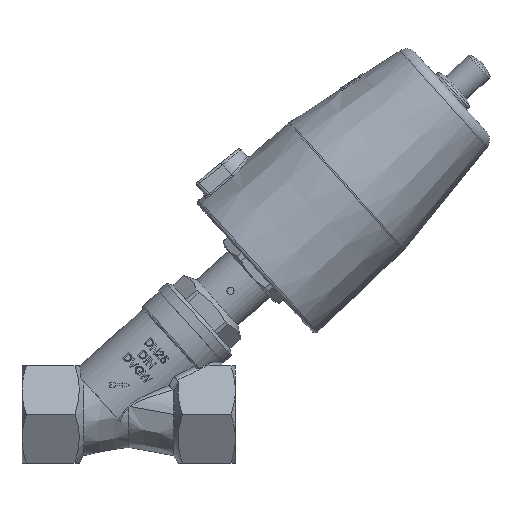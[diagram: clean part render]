
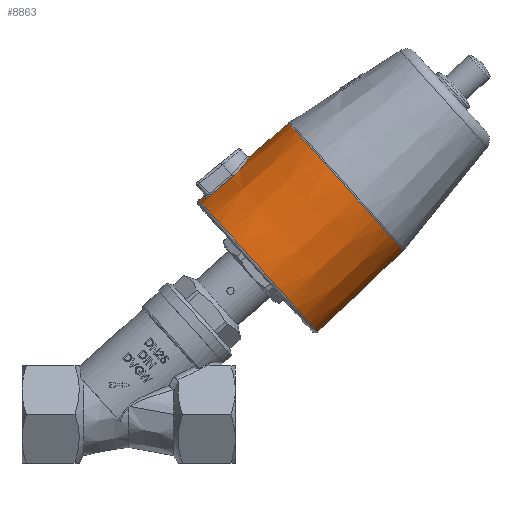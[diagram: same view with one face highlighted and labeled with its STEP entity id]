
A CAD part, top view. The second image highlights one B-rep face of the part: STEP entity #8863.
In plain terms, the highlighted conical face has half-angle 1.5 degrees and reference radius 36.808 mm.
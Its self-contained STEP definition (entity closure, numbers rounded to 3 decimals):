
#88=FACE_BOUND('',#3118,.T.);
#138=CONICAL_SURFACE('',#9837,36.808,0.026);
#393=CIRCLE('',#9835,37.396);
#395=CIRCLE('',#9838,37.46);
#396=CIRCLE('',#9839,37.46);
#397=CIRCLE('',#9840,36.156);
#398=CIRCLE('',#9841,36.156);
#399=CIRCLE('',#9842,36.156);
#400=CIRCLE('',#9843,37.46);
#862=B_SPLINE_CURVE_WITH_KNOTS('',3,(#19392,#19393,#19394,#19395),
 .UNSPECIFIED.,.F.,.F.,(4,4),(1.013,1.021),
 .UNSPECIFIED.);
#863=B_SPLINE_CURVE_WITH_KNOTS('',3,(#19427,#19428,#19429,#19430,#19431,
#19432),.UNSPECIFIED.,.F.,.F.,(4,1,1,4),(-0.409,-0.292,
-0.175,0.),.UNSPECIFIED.);
#865=B_SPLINE_CURVE_WITH_KNOTS('',3,(#19493,#19494,#19495,#19496,#19497,
#19498,#19499,#19500,#19501,#19502),.UNSPECIFIED.,.F.,.F.,(4,1,1,1,1,1,
1,4),(-3.528,-3.024,-2.52,-2.016,
-1.512,-1.008,-0.504,0.),
 .UNSPECIFIED.);
#866=B_SPLINE_CURVE_WITH_KNOTS('',3,(#19531,#19532,#19533,#19534),
 .UNSPECIFIED.,.F.,.F.,(4,4),(-1.021,-1.013),
 .UNSPECIFIED.);
#867=B_SPLINE_CURVE_WITH_KNOTS('',3,(#19560,#19561,#19562,#19563,#19564),
 .UNSPECIFIED.,.F.,.F.,(4,1,4),(-0.409,-0.175,0.),
 .UNSPECIFIED.);
#1380=LINE('',#19577,#1852);
#1852=VECTOR('',#11922,36.808);
#2581=FACE_OUTER_BOUND('',#3117,.T.);
#3117=EDGE_LOOP('',(#7804,#7805,#7806,#7807,#7808,#7809,#7810,#7811));
#3118=EDGE_LOOP('',(#7812,#7813,#7814,#7815,#7816,#7817));
#4124=VERTEX_POINT('',#19388);
#4125=VERTEX_POINT('',#19390);
#4126=VERTEX_POINT('',#19426);
#4128=VERTEX_POINT('',#19491);
#4129=VERTEX_POINT('',#19504);
#4131=VERTEX_POINT('',#19529);
#4132=VERTEX_POINT('',#19571);
#4133=VERTEX_POINT('',#19572);
#4134=VERTEX_POINT('',#19574);
#4135=VERTEX_POINT('',#19576);
#4136=VERTEX_POINT('',#19578);
#4137=VERTEX_POINT('',#19580);
#5387=EDGE_CURVE('',#4125,#4124,#862,.T.);
#5388=EDGE_CURVE('',#4124,#4126,#863,.T.);
#5392=EDGE_CURVE('',#4128,#4125,#865,.T.);
#5395=EDGE_CURVE('',#4126,#4129,#393,.T.);
#5397=EDGE_CURVE('',#4131,#4128,#866,.T.);
#5398=EDGE_CURVE('',#4129,#4131,#867,.T.);
#5400=EDGE_CURVE('',#4132,#4133,#395,.T.);
#5401=EDGE_CURVE('',#4134,#4132,#396,.T.);
#5402=EDGE_CURVE('',#4134,#4135,#1380,.T.);
#5403=EDGE_CURVE('',#4135,#4136,#397,.T.);
#5404=EDGE_CURVE('',#4136,#4137,#398,.T.);
#5405=EDGE_CURVE('',#4137,#4135,#399,.T.);
#5406=EDGE_CURVE('',#4133,#4134,#400,.T.);
#7804=ORIENTED_EDGE('',*,*,#5400,.F.);
#7805=ORIENTED_EDGE('',*,*,#5401,.F.);
#7806=ORIENTED_EDGE('',*,*,#5402,.T.);
#7807=ORIENTED_EDGE('',*,*,#5403,.T.);
#7808=ORIENTED_EDGE('',*,*,#5404,.T.);
#7809=ORIENTED_EDGE('',*,*,#5405,.T.);
#7810=ORIENTED_EDGE('',*,*,#5402,.F.);
#7811=ORIENTED_EDGE('',*,*,#5406,.F.);
#7812=ORIENTED_EDGE('',*,*,#5387,.F.);
#7813=ORIENTED_EDGE('',*,*,#5392,.F.);
#7814=ORIENTED_EDGE('',*,*,#5397,.F.);
#7815=ORIENTED_EDGE('',*,*,#5398,.F.);
#7816=ORIENTED_EDGE('',*,*,#5395,.F.);
#7817=ORIENTED_EDGE('',*,*,#5388,.F.);
#8863=ADVANCED_FACE('',(#2581,#88),#138,.T.);
#9835=AXIS2_PLACEMENT_3D('',#19508,#11912,#11913);
#9837=AXIS2_PLACEMENT_3D('',#19570,#11916,#11917);
#9838=AXIS2_PLACEMENT_3D('',#19573,#11918,#11919);
#9839=AXIS2_PLACEMENT_3D('',#19575,#11920,#11921);
#9840=AXIS2_PLACEMENT_3D('',#19579,#11923,#11924);
#9841=AXIS2_PLACEMENT_3D('',#19581,#11925,#11926);
#9842=AXIS2_PLACEMENT_3D('',#19582,#11927,#11928);
#9843=AXIS2_PLACEMENT_3D('',#19583,#11929,#11930);
#11912=DIRECTION('center_axis',(0.,1.,0.));
#11913=DIRECTION('ref_axis',(1.,0.,0.));
#11916=DIRECTION('center_axis',(0.,-1.,0.));
#11917=DIRECTION('ref_axis',(1.,0.,0.));
#11918=DIRECTION('center_axis',(0.,-1.,0.));
#11919=DIRECTION('ref_axis',(1.,0.,0.));
#11920=DIRECTION('center_axis',(0.,-1.,0.));
#11921=DIRECTION('ref_axis',(1.,0.,0.));
#11922=DIRECTION('',(0.026,1.,0.));
#11923=DIRECTION('center_axis',(0.,-1.,0.));
#11924=DIRECTION('ref_axis',(1.,0.,0.));
#11925=DIRECTION('center_axis',(0.,-1.,0.));
#11926=DIRECTION('ref_axis',(1.,0.,0.));
#11927=DIRECTION('center_axis',(0.,-1.,0.));
#11928=DIRECTION('ref_axis',(1.,0.,0.));
#11929=DIRECTION('center_axis',(0.,-1.,0.));
#11930=DIRECTION('ref_axis',(1.,0.,0.));
#19388=CARTESIAN_POINT('',(35.47,6.565,11.631));
#19390=CARTESIAN_POINT('',(35.273,18.894,11.19));
#19392=CARTESIAN_POINT('Ctrl Pts',(35.273,18.894,11.19));
#19393=CARTESIAN_POINT('Ctrl Pts',(35.339,14.795,11.337));
#19394=CARTESIAN_POINT('Ctrl Pts',(35.405,10.685,11.484));
#19395=CARTESIAN_POINT('Ctrl Pts',(35.47,6.565,11.631));
#19426=CARTESIAN_POINT('',(36.247,3.974,9.198));
#19427=CARTESIAN_POINT('Ctrl Pts',(35.47,6.565,11.631));
#19428=CARTESIAN_POINT('Ctrl Pts',(35.476,6.176,11.645));
#19429=CARTESIAN_POINT('Ctrl Pts',(35.55,5.387,11.489));
#19430=CARTESIAN_POINT('Ctrl Pts',(35.841,4.306,10.661));
#19431=CARTESIAN_POINT('Ctrl Pts',(36.107,3.974,9.75));
#19432=CARTESIAN_POINT('Ctrl Pts',(36.247,3.974,9.198));
#19491=CARTESIAN_POINT('',(35.273,18.894,-11.19));
#19493=CARTESIAN_POINT('Ctrl Pts',(35.273,18.894,-11.19));
#19494=CARTESIAN_POINT('Ctrl Pts',(35.246,20.572,-11.13));
#19495=CARTESIAN_POINT('Ctrl Pts',(35.435,23.905,-10.281));
#19496=CARTESIAN_POINT('Ctrl Pts',(36.16,27.866,-7.07));
#19497=CARTESIAN_POINT('Ctrl Pts',(36.736,30.06,-2.538));
#19498=CARTESIAN_POINT('Ctrl Pts',(36.74,30.067,2.522));
#19499=CARTESIAN_POINT('Ctrl Pts',(36.16,27.869,7.064));
#19500=CARTESIAN_POINT('Ctrl Pts',(35.438,23.917,10.274));
#19501=CARTESIAN_POINT('Ctrl Pts',(35.246,20.572,11.13));
#19502=CARTESIAN_POINT('Ctrl Pts',(35.273,18.894,11.19));
#19504=CARTESIAN_POINT('',(36.247,3.974,-9.198));
#19508=CARTESIAN_POINT('Origin',(0.,3.974,0.));
#19529=CARTESIAN_POINT('',(35.47,6.565,-11.631));
#19531=CARTESIAN_POINT('Ctrl Pts',(35.47,6.565,-11.631));
#19532=CARTESIAN_POINT('Ctrl Pts',(35.405,10.685,-11.484));
#19533=CARTESIAN_POINT('Ctrl Pts',(35.339,14.795,-11.337));
#19534=CARTESIAN_POINT('Ctrl Pts',(35.273,18.894,-11.19));
#19560=CARTESIAN_POINT('Ctrl Pts',(36.247,3.974,-9.198));
#19561=CARTESIAN_POINT('Ctrl Pts',(36.06,3.974,-9.933));
#19562=CARTESIAN_POINT('Ctrl Pts',(35.67,4.601,-11.203));
#19563=CARTESIAN_POINT('Ctrl Pts',(35.479,5.982,-11.652));
#19564=CARTESIAN_POINT('Ctrl Pts',(35.47,6.565,-11.631));
#19570=CARTESIAN_POINT('Origin',(0.,26.441,0.));
#19571=CARTESIAN_POINT('',(37.46,1.539,0.));
#19572=CARTESIAN_POINT('',(0.,1.539,37.46));
#19573=CARTESIAN_POINT('Origin',(0.,1.539,0.));
#19574=CARTESIAN_POINT('',(-37.46,1.539,0.));
#19575=CARTESIAN_POINT('Origin',(0.,1.539,0.));
#19576=CARTESIAN_POINT('',(-36.156,51.342,0.));
#19577=CARTESIAN_POINT('',(-36.808,26.441,0.));
#19578=CARTESIAN_POINT('',(36.156,51.342,0.));
#19579=CARTESIAN_POINT('Origin',(0.,51.342,0.));
#19580=CARTESIAN_POINT('',(0.,51.342,36.156));
#19581=CARTESIAN_POINT('Origin',(0.,51.342,0.));
#19582=CARTESIAN_POINT('Origin',(0.,51.342,0.));
#19583=CARTESIAN_POINT('Origin',(0.,1.539,0.));
